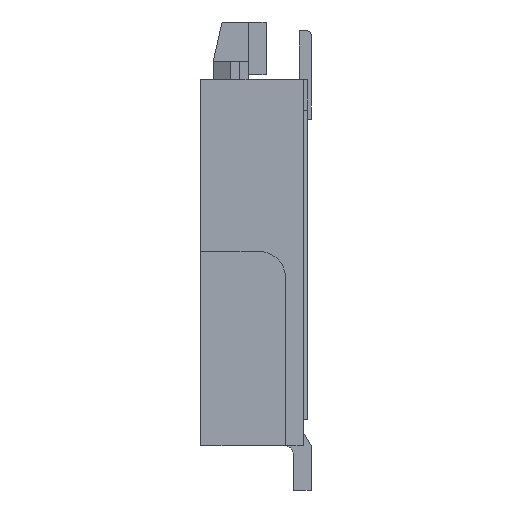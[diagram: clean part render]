
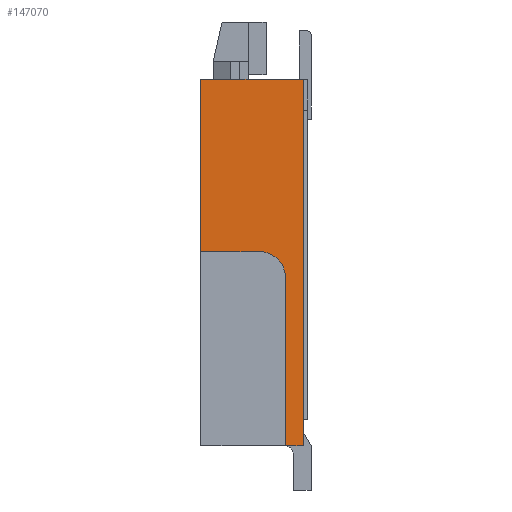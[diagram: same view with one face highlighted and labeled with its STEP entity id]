
A CAD part, left-side view. The second image highlights one B-rep face of the part: STEP entity #147070.
In plain terms, the highlighted planar face has unit normal (-1, 0, 0).
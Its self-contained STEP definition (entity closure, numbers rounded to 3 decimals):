
#49800=CARTESIAN_POINT('',(-10.325,6.807,
3.512));
#49810=VERTEX_POINT('',#49800);
#49840=CARTESIAN_POINT('',(-10.325,6.757,
3.512));
#49850=DIRECTION('',(0.,1.,0.));
#49860=VECTOR('',#49850,1.);
#49870=LINE('',#49840,#49860);
#49880=CARTESIAN_POINT('',(-10.325,7.967,
3.512));
#49890=VERTEX_POINT('',#49880);
#49900=EDGE_CURVE('',#49810,#49890,#49870,.T.);
#79970=CARTESIAN_POINT('',(-10.325,7.007,
-0.638));
#79980=VERTEX_POINT('',#79970);
#80010=CARTESIAN_POINT('',(-10.325,6.757,
-0.638));
#80020=DIRECTION('',(0.,1.,0.));
#80030=VECTOR('',#80020,1.);
#80040=LINE('',#80010,#80030);
#80050=CARTESIAN_POINT('',(-10.325,6.807,
-0.638));
#80060=VERTEX_POINT('',#80050);
#80070=EDGE_CURVE('',#80060,#79980,#80040,.T.);
#146250=CARTESIAN_POINT('',(-10.325,7.307,
1.562));
#146260=VERTEX_POINT('',#146250);
#146570=CARTESIAN_POINT('',(-10.325,7.967,
1.562));
#146580=VERTEX_POINT('',#146570);
#146610=CARTESIAN_POINT('',(-10.325,6.757,
1.562));
#146620=DIRECTION('',(0.,1.,0.));
#146630=VECTOR('',#146620,1.);
#146640=LINE('',#146610,#146630);
#146650=EDGE_CURVE('',#146260,#146580,#146640,.T.);
#146700=CARTESIAN_POINT('',(-10.325,7.528,
1.94));
#146710=DIRECTION('',(1.,0.,0.));
#146720=DIRECTION('',(0.,1.,0.));
#146730=AXIS2_PLACEMENT_3D('',#146700,#146710,#146720);
#146740=PLANE('',#146730);
#146750=CARTESIAN_POINT('',(-10.325,7.307,
1.262));
#146760=DIRECTION('',(1.,0.,0.));
#146770=DIRECTION('',(0.,1.,0.));
#146780=AXIS2_PLACEMENT_3D('',#146750,#146760,#146770);
#146790=CIRCLE('',#146780,0.3);
#146800=CARTESIAN_POINT('',(-10.325,7.007,
1.262));
#146810=VERTEX_POINT('',#146800);
#146820=EDGE_CURVE('',#146260,#146810,#146790,.T.);
#146830=ORIENTED_EDGE('',*,*,#146820,.T.);
#146840=ORIENTED_EDGE('',*,*,#146650,.F.);
#146850=CARTESIAN_POINT('',(-10.325,7.967,
-0.638));
#146860=DIRECTION('',(0.,0.,1.));
#146870=VECTOR('',#146860,1.);
#146880=LINE('',#146850,#146870);
#146890=EDGE_CURVE('',#146580,#49890,#146880,.T.);
#146900=ORIENTED_EDGE('',*,*,#146890,.F.);
#146910=ORIENTED_EDGE('',*,*,#49900,.T.);
#146920=CARTESIAN_POINT('',(-10.325,6.807,
-0.638));
#146930=DIRECTION('',(0.,0.,1.));
#146940=VECTOR('',#146930,1.);
#146950=LINE('',#146920,#146940);
#146960=EDGE_CURVE('',#80060,#49810,#146950,.T.);
#146970=ORIENTED_EDGE('',*,*,#146960,.T.);
#146980=ORIENTED_EDGE('',*,*,#80070,.F.);
#146990=CARTESIAN_POINT('',(-10.325,7.007,
-0.638));
#147000=DIRECTION('',(0.,0.,-1.));
#147010=VECTOR('',#147000,1.);
#147020=LINE('',#146990,#147010);
#147030=EDGE_CURVE('',#146810,#79980,#147020,.T.);
#147040=ORIENTED_EDGE('',*,*,#147030,.T.);
#147050=EDGE_LOOP('',(#147040,#146980,#146970,#146910,#146900,#146840,
#146830));
#147060=FACE_OUTER_BOUND('',#147050,.T.);
#147070=ADVANCED_FACE('',(#147060),#146740,.F.);
